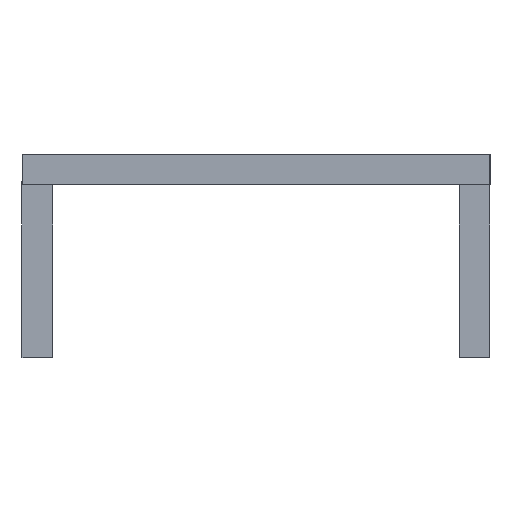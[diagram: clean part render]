
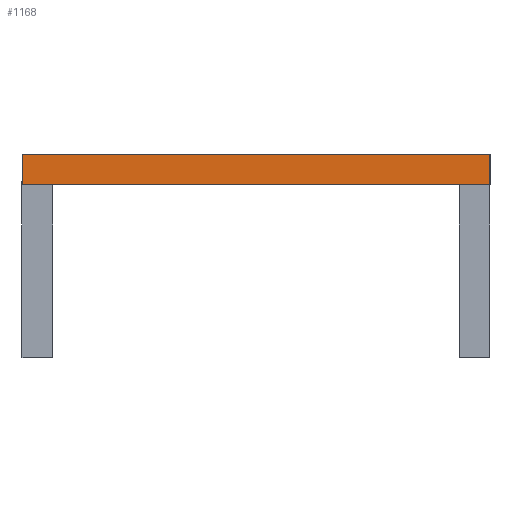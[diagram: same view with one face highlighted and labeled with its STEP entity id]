
A CAD part, left-side view. The second image highlights one B-rep face of the part: STEP entity #1168.
In plain terms, the highlighted planar face has unit normal (-1, 0, 0).
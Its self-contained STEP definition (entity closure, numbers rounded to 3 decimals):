
#334 = LINE ( 'NONE', #1240, #359 ) ;
#359 = VECTOR ( 'NONE', #1279, 1000. ) ;
#426 = CARTESIAN_POINT ( 'NONE',  ( -132.5, -11.5, 0. ) ) ;
#527 = ORIENTED_EDGE ( 'NONE', *, *, #1272, .T. ) ;
#536 = VERTEX_POINT ( 'NONE', #1147 ) ;
#606 = ORIENTED_EDGE ( 'NONE', *, *, #2546, .T. ) ;
#628 = ORIENTED_EDGE ( 'NONE', *, *, #758, .F. ) ;
#630 = CARTESIAN_POINT ( 'NONE',  ( -132.5, 11.5, 1.5 ) ) ;
#643 = DIRECTION ( 'NONE',  ( 0., 0., -1. ) ) ;
#665 = ORIENTED_EDGE ( 'NONE', *, *, #776, .F. ) ;
#668 = EDGE_LOOP ( 'NONE', ( #606, #628, #665, #527 ) ) ;
#758 = EDGE_CURVE ( 'NONE', #2466, #1313, #2144, .T. ) ;
#776 = EDGE_CURVE ( 'NONE', #536, #2466, #2433, .T. ) ;
#792 = DIRECTION ( 'NONE',  ( 0., -1., 0. ) ) ;
#1147 = CARTESIAN_POINT ( 'NONE',  ( -132.5, 11.5, 1.5 ) ) ;
#1168 = ADVANCED_FACE ( 'NONE', ( #2393 ), #1396, .F. ) ;
#1240 = CARTESIAN_POINT ( 'NONE',  ( -132.5, 11.5, 0. ) ) ;
#1272 = EDGE_CURVE ( 'NONE', #536, #1784, #1651, .T. ) ;
#1279 = DIRECTION ( 'NONE',  ( 0., -1., 0. ) ) ;
#1313 = VERTEX_POINT ( 'NONE', #426 ) ;
#1324 = DIRECTION ( 'NONE',  ( 0., 0., -1. ) ) ;
#1338 = DIRECTION ( 'NONE',  ( 1., 0., 0. ) ) ;
#1362 = CARTESIAN_POINT ( 'NONE',  ( -132.5, 11.5, 1.5 ) ) ;
#1396 = PLANE ( 'NONE',  #2133 ) ;
#1638 = CARTESIAN_POINT ( 'NONE',  ( -132.5, -11.5, 1.5 ) ) ;
#1647 = DIRECTION ( 'NONE',  ( 0., 0., -1. ) ) ;
#1651 = LINE ( 'NONE', #630, #1678 ) ;
#1658 = CARTESIAN_POINT ( 'NONE',  ( -132.5, 11.5, 1.5 ) ) ;
#1678 = VECTOR ( 'NONE', #643, 1000. ) ;
#1784 = VERTEX_POINT ( 'NONE', #2236 ) ;
#1865 = CARTESIAN_POINT ( 'NONE',  ( -132.5, -11.5, 1.5 ) ) ;
#2133 = AXIS2_PLACEMENT_3D ( 'NONE', #1362, #1338, #1324 ) ;
#2144 = LINE ( 'NONE', #1865, #2187 ) ;
#2187 = VECTOR ( 'NONE', #1647, 1000. ) ;
#2236 = CARTESIAN_POINT ( 'NONE',  ( -132.5, 11.5, 0. ) ) ;
#2393 = FACE_OUTER_BOUND ( 'NONE', #668, .T. ) ;
#2433 = LINE ( 'NONE', #1658, #2461 ) ;
#2461 = VECTOR ( 'NONE', #792, 1000. ) ;
#2466 = VERTEX_POINT ( 'NONE', #1638 ) ;
#2546 = EDGE_CURVE ( 'NONE', #1784, #1313, #334, .T. ) ;
